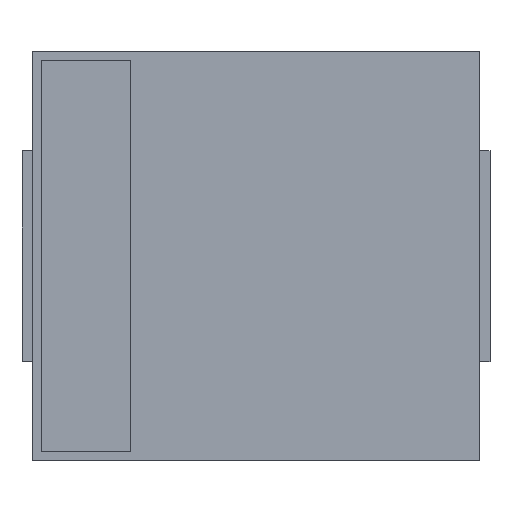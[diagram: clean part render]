
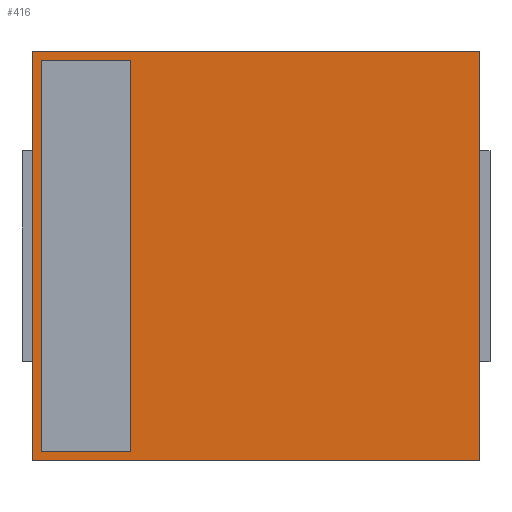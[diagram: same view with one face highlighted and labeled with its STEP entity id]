
A CAD part, top view. The second image highlights one B-rep face of the part: STEP entity #416.
In plain terms, the highlighted planar face has unit normal (0, 0, 1).
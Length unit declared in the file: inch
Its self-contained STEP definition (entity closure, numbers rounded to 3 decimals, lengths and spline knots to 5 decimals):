
#66 = FACE_OUTER_BOUND ( 'NONE', #1287, .T. ) ;
#81 = VECTOR ( 'NONE', #174, 39.37008 ) ;
#136 = LINE ( 'NONE', #389, #81 ) ;
#174 = DIRECTION ( 'NONE',  ( -1., 0., 0. ) ) ;
#180 = CARTESIAN_POINT ( 'NONE',  ( -0.13374, -0.12252, 0.10299 ) ) ;
#183 = CARTESIAN_POINT ( 'NONE',  ( -0.13374, 0.12252, 0.10299 ) ) ;
#196 = VERTEX_POINT ( 'NONE', #922 ) ;
#265 = LINE ( 'NONE', #835, #712 ) ;
#276 = EDGE_CURVE ( 'NONE', #776, #390, #571, .T. ) ;
#279 = DIRECTION ( 'NONE',  ( 0., 0., 1. ) ) ;
#322 = EDGE_CURVE ( 'NONE', #390, #943, #136, .T. ) ;
#389 = CARTESIAN_POINT ( 'NONE',  ( -0.13374, 0.12252, 0.10299 ) ) ;
#390 = VERTEX_POINT ( 'NONE', #1065 ) ;
#416 = ADVANCED_FACE ( 'NONE', ( #66 ), #1274, .T. ) ;
#488 = DIRECTION ( 'NONE',  ( 0., 1., 0. ) ) ;
#508 = ORIENTED_EDGE ( 'NONE', *, *, #276, .T. ) ;
#571 = LINE ( 'NONE', #1153, #1057 ) ;
#686 = AXIS2_PLACEMENT_3D ( 'NONE', #180, #279, #1173 ) ;
#712 = VECTOR ( 'NONE', #720, 39.37008 ) ;
#720 = DIRECTION ( 'NONE',  ( 1., 0., 0. ) ) ;
#776 = VERTEX_POINT ( 'NONE', #946 ) ;
#783 = CARTESIAN_POINT ( 'NONE',  ( -0.13374, -0.12252, 0.10299 ) ) ;
#784 = EDGE_CURVE ( 'NONE', #196, #776, #265, .T. ) ;
#793 = ORIENTED_EDGE ( 'NONE', *, *, #322, .T. ) ;
#835 = CARTESIAN_POINT ( 'NONE',  ( -0.13374, -0.12252, 0.10299 ) ) ;
#882 = LINE ( 'NONE', #783, #1037 ) ;
#922 = CARTESIAN_POINT ( 'NONE',  ( -0.13374, -0.12252, 0.10299 ) ) ;
#943 = VERTEX_POINT ( 'NONE', #183 ) ;
#946 = CARTESIAN_POINT ( 'NONE',  ( 0.13374, -0.12252, 0.10299 ) ) ;
#1037 = VECTOR ( 'NONE', #1224, 39.37008 ) ;
#1057 = VECTOR ( 'NONE', #488, 39.37008 ) ;
#1065 = CARTESIAN_POINT ( 'NONE',  ( 0.13374, 0.12252, 0.10299 ) ) ;
#1131 = ORIENTED_EDGE ( 'NONE', *, *, #784, .T. ) ;
#1136 = EDGE_CURVE ( 'NONE', #943, #196, #882, .T. ) ;
#1153 = CARTESIAN_POINT ( 'NONE',  ( 0.13374, -0.12252, 0.10299 ) ) ;
#1173 = DIRECTION ( 'NONE',  ( 1., 0., 0. ) ) ;
#1224 = DIRECTION ( 'NONE',  ( 0., -1., 0. ) ) ;
#1274 = PLANE ( 'NONE',  #686 ) ;
#1287 = EDGE_LOOP ( 'NONE', ( #793, #1381, #1131, #508 ) ) ;
#1381 = ORIENTED_EDGE ( 'NONE', *, *, #1136, .T. ) ;
